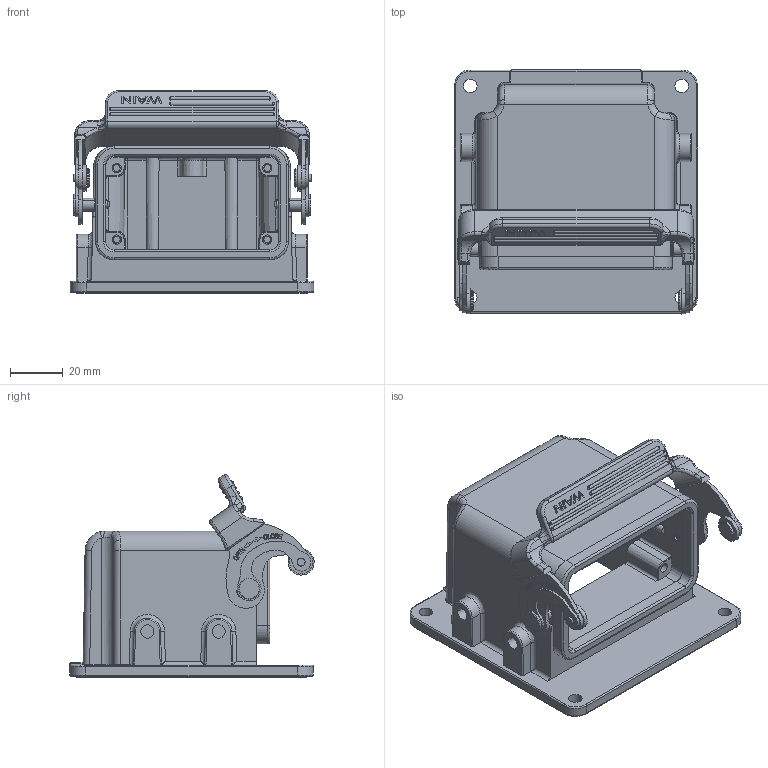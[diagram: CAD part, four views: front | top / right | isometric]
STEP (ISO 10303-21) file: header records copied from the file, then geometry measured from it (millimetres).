
FILE_DESCRIPTION((''),'2;1');
FILE_NAME('PRT0013','2017-04-11T',('dm.li'),(''),'PRO/ENGINEER BY PARAMETRIC TECHNOLOGY CORPORATION, 2012480','PRO/ENGINEER BY PARAMETRIC TECHNOLOGY CORPORATION, 2012480','');
FILE_SCHEMA(('AUTOMOTIVE_DESIGN { 1 0 10303 214 1 1 1 1 }'));
Products named in the file (1): PRT0013
Bounding box: 92 x 92.37 x 76.7 mm (x, y, z)
Volume: 108772.3 mm3; surface area: 58117.1 mm2
Topology: 1 solids, 24 shells, 1572 faces, 4174 edges, 2676 vertices
Faces by surface type: plane 569, cylinder 393, extrusion 296, torus 126, cone 93, bspline 65, sphere 30
Entity records: 58219 total; most frequent: CARTESIAN_POINT 16711, ORIENTED_EDGE 8217, DIRECTION 6963, EDGE_CURVE 4127, VERTEX_POINT 2676, VECTOR 2371, AXIS2_PLACEMENT_3D 2296, LINE 2075
